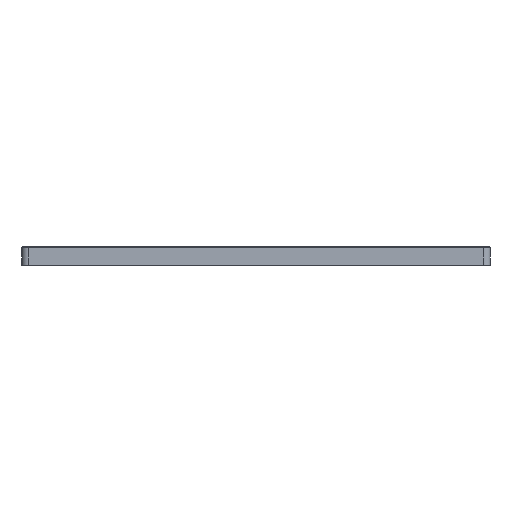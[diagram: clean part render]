
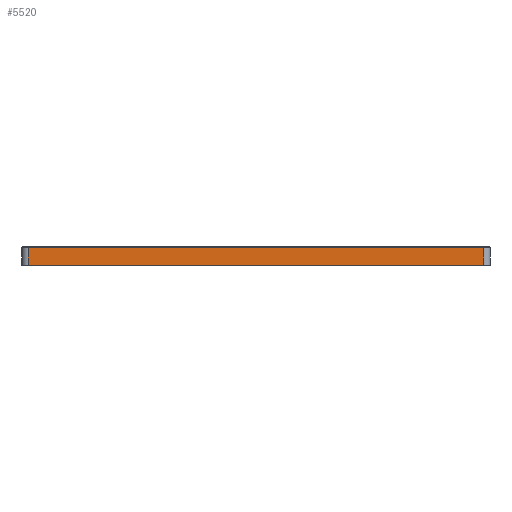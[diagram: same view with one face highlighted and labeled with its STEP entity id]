
A CAD part, front view. The second image highlights one B-rep face of the part: STEP entity #5520.
In plain terms, the highlighted planar face has unit normal (0, -1, 0).
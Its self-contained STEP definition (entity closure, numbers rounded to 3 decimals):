
#4951=CARTESIAN_POINT('',(73.0,-185.0,5.7));
#4952=VERTEX_POINT('',#4951);
#4984=CARTESIAN_POINT('',(-73.0,-185.0,5.7));
#4985=VERTEX_POINT('',#4984);
#4992=CARTESIAN_POINT('',(-73.0,-185.0,5.7));
#4993=DIRECTION('',(1.0,0.0,0.0));
#4994=VECTOR('',#4993,146.0);
#4995=LINE('',#4992,#4994);
#4996=EDGE_CURVE('',#4985,#4952,#4995,.T.);
#5440=CARTESIAN_POINT('',(73.0,-185.0,0.0));
#5441=VERTEX_POINT('',#5440);
#5449=CARTESIAN_POINT('',(-73.0,-185.0,0.0));
#5450=VERTEX_POINT('',#5449);
#5451=CARTESIAN_POINT('',(73.,-185.0,0.0));
#5452=DIRECTION('',(-1.0,0.0,0.0));
#5453=VECTOR('',#5452,146.0);
#5454=LINE('',#5451,#5453);
#5455=EDGE_CURVE('',#5441,#5450,#5454,.T.);
#5493=CARTESIAN_POINT('',(73.0,-185.0,5.7));
#5494=DIRECTION('',(0.0,0.0,-1.0));
#5495=VECTOR('',#5494,5.7);
#5496=LINE('',#5493,#5495);
#5497=EDGE_CURVE('',#4952,#5441,#5496,.T.);
#5504=CARTESIAN_POINT('',(75.,-185.0,0.0));
#5505=DIRECTION('',(0.0,-1.0,0.0));
#5506=DIRECTION('',(0.0,0.0,-1.0));
#5507=AXIS2_PLACEMENT_3D('',#5504,#5505,#5506);
#5508=PLANE('',#5507);
#5509=ORIENTED_EDGE('',*,*,#4996,.F.);
#5510=CARTESIAN_POINT('',(-73.0,-185.0,0.0));
#5511=DIRECTION('',(0.0,0.0,1.0));
#5512=VECTOR('',#5511,5.7);
#5513=LINE('',#5510,#5512);
#5514=EDGE_CURVE('',#5450,#4985,#5513,.T.);
#5515=ORIENTED_EDGE('',*,*,#5514,.F.);
#5516=ORIENTED_EDGE('',*,*,#5455,.F.);
#5517=ORIENTED_EDGE('',*,*,#5497,.F.);
#5518=EDGE_LOOP('',(#5509,#5515,#5516,#5517));
#5519=FACE_OUTER_BOUND('',#5518,.T.);
#5520=ADVANCED_FACE('',(#5519),#5508,.T.);
